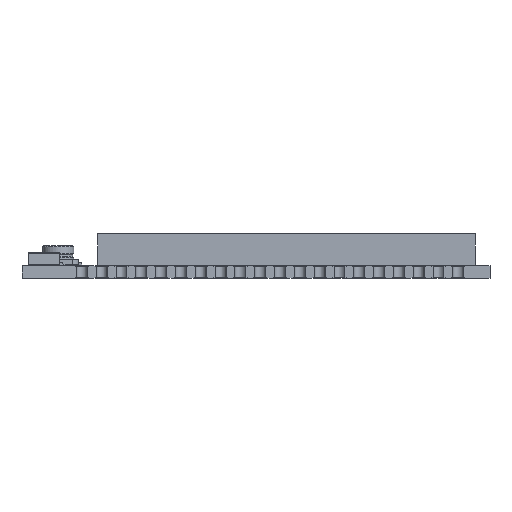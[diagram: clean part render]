
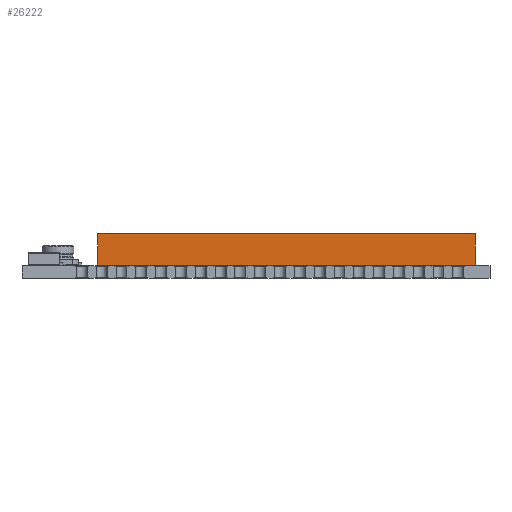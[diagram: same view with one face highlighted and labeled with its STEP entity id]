
A CAD part, front view. The second image highlights one B-rep face of the part: STEP entity #26222.
In plain terms, the highlighted face is planar.
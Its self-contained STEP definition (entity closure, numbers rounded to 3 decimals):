
#1284=PLANE('',#28026);
#2564=FACE_OUTER_BOUND('',#4040,.T.);
#4040=EDGE_LOOP('',(#20359,#20360,#20361,#20362));
#5970=LINE('',#38265,#9190);
#5976=LINE('',#38276,#9196);
#5977=LINE('',#38278,#9197);
#5978=LINE('',#38279,#9198);
#9190=VECTOR('',#31543,1.);
#9196=VECTOR('',#31551,1.);
#9197=VECTOR('',#31552,1.);
#9198=VECTOR('',#31553,1.);
#12518=VERTEX_POINT('',#38262);
#12519=VERTEX_POINT('',#38264);
#12523=VERTEX_POINT('',#38275);
#12524=VERTEX_POINT('',#38277);
#15414=EDGE_CURVE('',#12519,#12518,#5970,.T.);
#15420=EDGE_CURVE('',#12518,#12523,#5976,.T.);
#15421=EDGE_CURVE('',#12524,#12523,#5977,.T.);
#15422=EDGE_CURVE('',#12519,#12524,#5978,.T.);
#20359=ORIENTED_EDGE('',*,*,#15414,.T.);
#20360=ORIENTED_EDGE('',*,*,#15420,.T.);
#20361=ORIENTED_EDGE('',*,*,#15421,.F.);
#20362=ORIENTED_EDGE('',*,*,#15422,.F.);
#26222=ADVANCED_FACE('',(#2564),#1284,.T.);
#28026=AXIS2_PLACEMENT_3D('',#38274,#31549,#31550);
#31543=DIRECTION('',(0.,-1.,0.));
#31549=DIRECTION('center_axis',(-1.,0.,0.));
#31550=DIRECTION('ref_axis',(0.,-1.,0.));
#31551=DIRECTION('',(0.,0.,1.));
#31552=DIRECTION('',(0.,-1.,0.));
#31553=DIRECTION('',(0.,0.,1.));
#38262=CARTESIAN_POINT('',(0.,0.,0.5));
#38264=CARTESIAN_POINT('',(0.,24.2,0.5));
#38265=CARTESIAN_POINT('',(0.,18.15,0.5));
#38274=CARTESIAN_POINT('Origin',(0.,24.2,0.));
#38275=CARTESIAN_POINT('',(0.,0.,2.5));
#38276=CARTESIAN_POINT('',(0.,0.,0.));
#38277=CARTESIAN_POINT('',(0.,24.2,2.5));
#38278=CARTESIAN_POINT('',(0.,24.2,2.5));
#38279=CARTESIAN_POINT('',(0.,24.2,0.));
